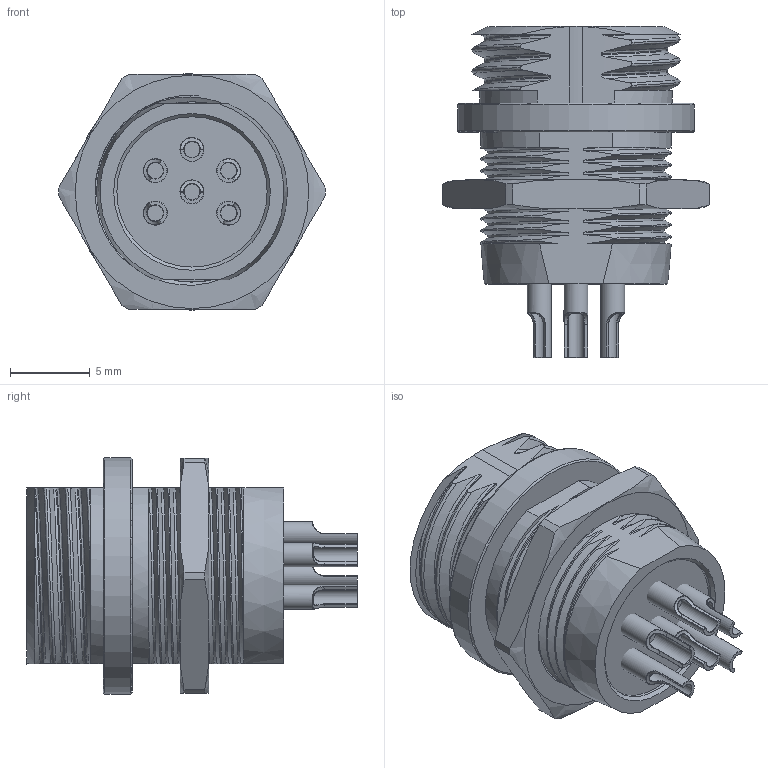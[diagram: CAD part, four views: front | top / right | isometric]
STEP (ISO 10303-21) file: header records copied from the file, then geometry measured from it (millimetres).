
FILE_DESCRIPTION(/* description */ (''),/* implementation_level */ '2;1');
FILE_NAME(/* name */ 'GX12-6P v2.step',/* time_stamp */ '2019-01-26T17:21:13+01:00',/* author */ ('joepluess'),/* organization */ (''),/* preprocessor_version */ 'ST-DEVELOPER v17.2',/* originating_system */ 'Autodesk Translation Framework v7.6.0.251',/* authorisation */ '');
FILE_SCHEMA (('AUTOMOTIVE_DESIGN { 1 0 10303 214 3 1 1 }'));
Length unit declared in the file: millimetre
Products named in the file (2): GX12-6P; Nut M12x0.75 H=1.8mm v2
Assembly tree (1 placements, depth 2):
  GX12-6P
    Nut M12x0.75 H=1.8mm v2
Bounding box: 16.7 x 20.7 x 14.79 mm (x, y, z)
Volume: 1387.2 mm3; surface area: 2665.1 mm2
Topology: 9 solids, 9 shells, 332 faces, 836 edges, 530 vertices
Faces by surface type: cylinder 122, bspline 88, plane 69, torus 24, sphere 24, cone 5
Full cylindrical faces by diameter (mm): 1 x1, 1.15 x6, 1.5 x6, 9.4 x2, 11.283 x2, 12.124 x2, 14.8 x1
Entity records: 22099 total; most frequent: CARTESIAN_POINT 14763, ORIENTED_EDGE 1686, DIRECTION 1239, EDGE_CURVE 843, VERTEX_POINT 537, AXIS2_PLACEMENT_3D 498, EDGE_LOOP 344, B_SPLINE_CURVE_WITH_KNOTS 341
